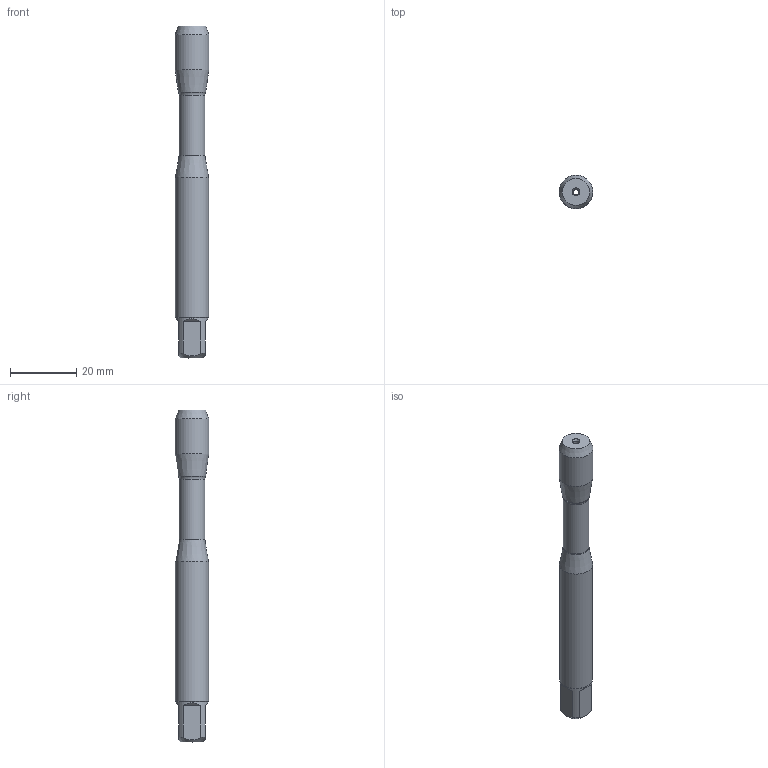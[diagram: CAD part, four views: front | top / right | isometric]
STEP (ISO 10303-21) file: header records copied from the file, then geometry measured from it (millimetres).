
FILE_DESCRIPTION(/* description */ (''),/* implementation_level */ '2;1');
FILE_NAME(/* name */ 'D607_20230210_093609_TB_1.STP',/* time_stamp */ '2023-02-10T09:37:38+01:00',/* author */ (''),/* organization */ ('SMS'),/* preprocessor_version */ 'ST-DEVELOPER v16.7',/* originating_system */ 'SIEMENS PLM Software NX 12.0',/* authorisation */ '');
FILE_SCHEMA (('AUTOMOTIVE_DESIGN { 1 0 10303 214 3 1 1 1 }'));
Length unit declared in the file: millimetre
Products named in the file (1): D607_20230210_093609_TB_1
Bounding box: 10.17 x 10.17 x 100 mm (x, y, z)
Volume: 6608.3 mm3; surface area: 3574.2 mm2
Topology: 1 solids, 1 shells, 25 faces, 119 edges, 159 vertices
Faces by surface type: plane 10, cone 8, cylinder 5, torus 2
Full cylindrical faces by diameter (mm): 1.7 x1, 7.7 x1, 9.6 x1, 10 x1, 10.173 x1
Entity records: 1192 total; most frequent: CARTESIAN_POINT 181, DIRECTION 167, ORIENTED_EDGE 80, LINE 67, VECTOR 67, STYLED_ITEM 64, PRESENTATION_STYLE_ASSIGNMENT 64, CURVE_STYLE 55
